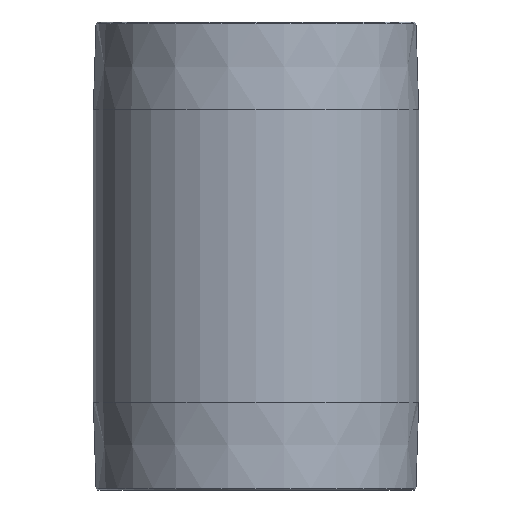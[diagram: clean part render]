
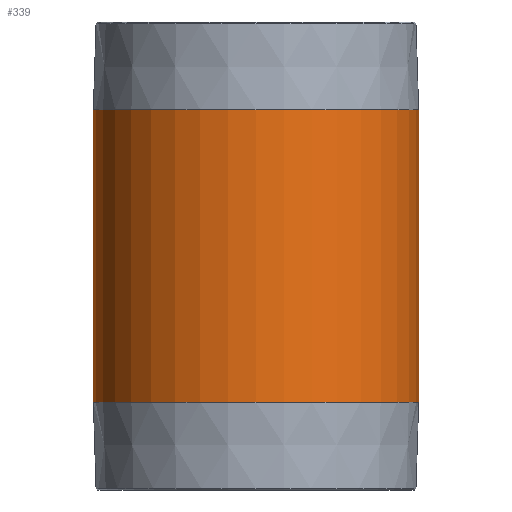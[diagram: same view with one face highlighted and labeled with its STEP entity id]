
A CAD part, front view. The second image highlights one B-rep face of the part: STEP entity #339.
In plain terms, the highlighted cylindrical face has radius 70.612 mm (diameter 141.224 mm), a partial arc.
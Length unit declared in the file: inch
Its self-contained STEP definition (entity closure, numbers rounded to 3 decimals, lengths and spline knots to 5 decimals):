
#8 = FACE_OUTER_BOUND ( 'NONE', #48, .T. ) ;
#16 = CIRCLE ( 'NONE', #166, 2.78 ) ;
#48 = EDGE_LOOP ( 'NONE', ( #51, #242, #454, #299 ) ) ;
#51 = ORIENTED_EDGE ( 'NONE', *, *, #301, .F. ) ;
#56 = CARTESIAN_POINT ( 'NONE',  ( 2.78, 0., 1.5 ) ) ;
#89 = CARTESIAN_POINT ( 'NONE',  ( -2.78, 0., 1.5 ) ) ;
#94 = VERTEX_POINT ( 'NONE', #89 ) ;
#137 = CARTESIAN_POINT ( 'NONE',  ( -2.78, 0., 8. ) ) ;
#144 = LINE ( 'NONE', #486, #306 ) ;
#152 = DIRECTION ( 'NONE',  ( 0., 0., -1. ) ) ;
#166 = AXIS2_PLACEMENT_3D ( 'NONE', #473, #469, #312 ) ;
#170 = AXIS2_PLACEMENT_3D ( 'NONE', #371, #418, #495 ) ;
#172 = AXIS2_PLACEMENT_3D ( 'NONE', #319, #276, #322 ) ;
#189 = CARTESIAN_POINT ( 'NONE',  ( 2.78, 0., 6.5 ) ) ;
#197 = CARTESIAN_POINT ( 'NONE',  ( -2.78, 0., 6.5 ) ) ;
#229 = CIRCLE ( 'NONE', #170, 2.78 ) ;
#242 = ORIENTED_EDGE ( 'NONE', *, *, #269, .T. ) ;
#269 = EDGE_CURVE ( 'NONE', #320, #357, #16, .T. ) ;
#276 = DIRECTION ( 'NONE',  ( 0., 0., -1. ) ) ;
#299 = ORIENTED_EDGE ( 'NONE', *, *, #466, .F. ) ;
#301 = EDGE_CURVE ( 'NONE', #320, #411, #144, .T. ) ;
#306 = VECTOR ( 'NONE', #152, 39.37008 ) ;
#312 = DIRECTION ( 'NONE',  ( -1., 0., 0. ) ) ;
#319 = CARTESIAN_POINT ( 'NONE',  ( 0., 0., 8. ) ) ;
#320 = VERTEX_POINT ( 'NONE', #189 ) ;
#322 = DIRECTION ( 'NONE',  ( -1., 0., 0. ) ) ;
#339 = ADVANCED_FACE ( 'NONE', ( #8 ), #455, .T. ) ;
#357 = VERTEX_POINT ( 'NONE', #197 ) ;
#371 = CARTESIAN_POINT ( 'NONE',  ( 0., 0., 1.5 ) ) ;
#374 = DIRECTION ( 'NONE',  ( 0., 0., -1. ) ) ;
#398 = LINE ( 'NONE', #137, #550 ) ;
#400 = EDGE_CURVE ( 'NONE', #357, #94, #398, .T. ) ;
#411 = VERTEX_POINT ( 'NONE', #56 ) ;
#418 = DIRECTION ( 'NONE',  ( 0., 0., -1. ) ) ;
#454 = ORIENTED_EDGE ( 'NONE', *, *, #400, .T. ) ;
#455 = CYLINDRICAL_SURFACE ( 'NONE', #172, 2.78 ) ;
#466 = EDGE_CURVE ( 'NONE', #411, #94, #229, .T. ) ;
#469 = DIRECTION ( 'NONE',  ( 0., 0., -1. ) ) ;
#473 = CARTESIAN_POINT ( 'NONE',  ( 0., 0., 6.5 ) ) ;
#486 = CARTESIAN_POINT ( 'NONE',  ( 2.78, 0., 8. ) ) ;
#495 = DIRECTION ( 'NONE',  ( -1., 0., 0. ) ) ;
#550 = VECTOR ( 'NONE', #374, 39.37008 ) ;
